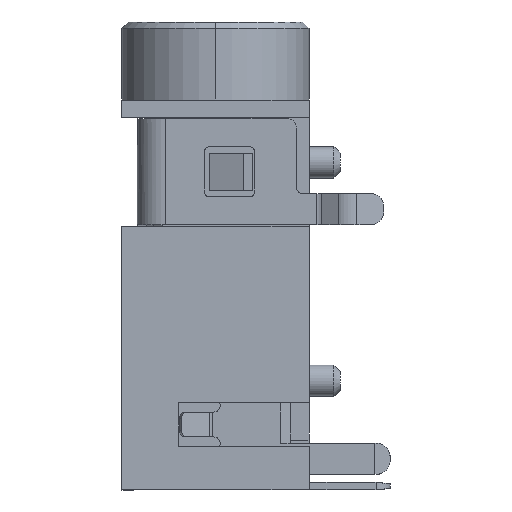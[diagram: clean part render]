
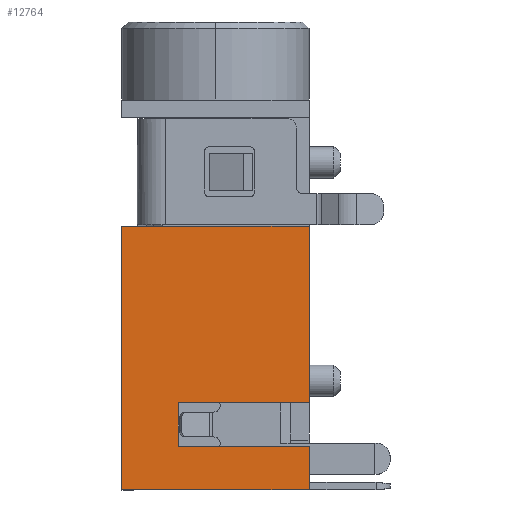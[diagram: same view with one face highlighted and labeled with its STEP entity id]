
A CAD part, left-side view. The second image highlights one B-rep face of the part: STEP entity #12764.
In plain terms, the highlighted planar face has unit normal (-1, 0, 0).
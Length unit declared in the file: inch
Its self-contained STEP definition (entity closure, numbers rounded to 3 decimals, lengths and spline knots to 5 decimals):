
#953 = CARTESIAN_POINT ( 'NONE',  ( -0.1378, -0.11811, -0.38189 ) ) ;
#1868 = LINE ( 'NONE', #12475, #17440 ) ;
#2130 = VECTOR ( 'NONE', #6107, 39.37008 ) ;
#2162 = ORIENTED_EDGE ( 'NONE', *, *, #2638, .T. ) ;
#2638 = EDGE_CURVE ( 'NONE', #9784, #6028, #5903, .T. ) ;
#3189 = CARTESIAN_POINT ( 'NONE',  ( -0.1378, -0.11811, -0.43701 ) ) ;
#3350 = LINE ( 'NONE', #18945, #14395 ) ;
#3633 = AXIS2_PLACEMENT_3D ( 'NONE', #4578, #17018, #4484 ) ;
#3721 = LINE ( 'NONE', #3918, #7155 ) ;
#3837 = LINE ( 'NONE', #10065, #9884 ) ;
#3844 = ORIENTED_EDGE ( 'NONE', *, *, #7203, .T. ) ;
#3918 = CARTESIAN_POINT ( 'NONE',  ( -0.1378, 0.11811, -0.49213 ) ) ;
#4228 = CARTESIAN_POINT ( 'NONE',  ( -0.1378, 0.04724, -0.38189 ) ) ;
#4283 = PLANE ( 'NONE',  #3633 ) ;
#4484 = DIRECTION ( 'NONE',  ( 0., 0., 1. ) ) ;
#4556 = VERTEX_POINT ( 'NONE', #4228 ) ;
#4578 = CARTESIAN_POINT ( 'NONE',  ( -0.1378, 0.11811, 0. ) ) ;
#5177 = CARTESIAN_POINT ( 'NONE',  ( -0.1378, 0.11811, -0.49213 ) ) ;
#5457 = EDGE_CURVE ( 'NONE', #4556, #8239, #1868, .T. ) ;
#5903 = LINE ( 'NONE', #16992, #17352 ) ;
#6028 = VERTEX_POINT ( 'NONE', #19282 ) ;
#6107 = DIRECTION ( 'NONE',  ( 0., 1., 0. ) ) ;
#6904 = CARTESIAN_POINT ( 'NONE',  ( -0.1378, -0.11811, -0.15945 ) ) ;
#6911 = ORIENTED_EDGE ( 'NONE', *, *, #12885, .F. ) ;
#7155 = VECTOR ( 'NONE', #14643, 39.37008 ) ;
#7203 = EDGE_CURVE ( 'NONE', #19860, #18715, #12233, .T. ) ;
#8239 = VERTEX_POINT ( 'NONE', #953 ) ;
#8483 = ORIENTED_EDGE ( 'NONE', *, *, #14585, .T. ) ;
#8693 = CARTESIAN_POINT ( 'NONE',  ( -0.1378, -0.11811, 0. ) ) ;
#9204 = ORIENTED_EDGE ( 'NONE', *, *, #5457, .T. ) ;
#9243 = DIRECTION ( 'NONE',  ( 0., 1., 0. ) ) ;
#9784 = VERTEX_POINT ( 'NONE', #6904 ) ;
#9884 = VECTOR ( 'NONE', #16281, 39.37008 ) ;
#10056 = VECTOR ( 'NONE', #12955, 39.37008 ) ;
#10065 = CARTESIAN_POINT ( 'NONE',  ( -0.1378, 0.11811, 0. ) ) ;
#10502 = EDGE_CURVE ( 'NONE', #18715, #4556, #16008, .T. ) ;
#10736 = EDGE_LOOP ( 'NONE', ( #3844, #18612, #9204, #6911, #2162, #8483, #19551, #12504 ) ) ;
#11060 = EDGE_CURVE ( 'NONE', #15887, #13504, #3721, .T. ) ;
#11864 = EDGE_CURVE ( 'NONE', #13504, #19860, #18623, .T. ) ;
#12233 = LINE ( 'NONE', #16709, #2130 ) ;
#12475 = CARTESIAN_POINT ( 'NONE',  ( -0.1378, 0.11811, -0.38189 ) ) ;
#12504 = ORIENTED_EDGE ( 'NONE', *, *, #11864, .T. ) ;
#12764 = ADVANCED_FACE ( 'NONE', ( #18549 ), #4283, .T. ) ;
#12885 = EDGE_CURVE ( 'NONE', #9784, #8239, #3350, .T. ) ;
#12955 = DIRECTION ( 'NONE',  ( 0., 0., 1. ) ) ;
#13504 = VERTEX_POINT ( 'NONE', #19534 ) ;
#13951 = DIRECTION ( 'NONE',  ( 0., 0., -1. ) ) ;
#14395 = VECTOR ( 'NONE', #13951, 39.37008 ) ;
#14467 = CARTESIAN_POINT ( 'NONE',  ( -0.1378, 0.04724, -0.43701 ) ) ;
#14585 = EDGE_CURVE ( 'NONE', #6028, #15887, #3837, .T. ) ;
#14643 = DIRECTION ( 'NONE',  ( 0., -1., 0. ) ) ;
#14795 = DIRECTION ( 'NONE',  ( 0., 0., 1. ) ) ;
#15887 = VERTEX_POINT ( 'NONE', #5177 ) ;
#16008 = LINE ( 'NONE', #19378, #10056 ) ;
#16281 = DIRECTION ( 'NONE',  ( 0., 0., -1. ) ) ;
#16709 = CARTESIAN_POINT ( 'NONE',  ( -0.1378, 0.11811, -0.43701 ) ) ;
#16992 = CARTESIAN_POINT ( 'NONE',  ( -0.1378, 0.11811, -0.15945 ) ) ;
#17018 = DIRECTION ( 'NONE',  ( -1., 0., 0. ) ) ;
#17352 = VECTOR ( 'NONE', #9243, 39.37008 ) ;
#17440 = VECTOR ( 'NONE', #20140, 39.37008 ) ;
#17619 = VECTOR ( 'NONE', #14795, 39.37008 ) ;
#18549 = FACE_OUTER_BOUND ( 'NONE', #10736, .T. ) ;
#18612 = ORIENTED_EDGE ( 'NONE', *, *, #10502, .T. ) ;
#18623 = LINE ( 'NONE', #8693, #17619 ) ;
#18715 = VERTEX_POINT ( 'NONE', #14467 ) ;
#18945 = CARTESIAN_POINT ( 'NONE',  ( -0.1378, -0.11811, 0. ) ) ;
#19282 = CARTESIAN_POINT ( 'NONE',  ( -0.1378, 0.11811, -0.15945 ) ) ;
#19378 = CARTESIAN_POINT ( 'NONE',  ( -0.1378, 0.04724, 0. ) ) ;
#19534 = CARTESIAN_POINT ( 'NONE',  ( -0.1378, -0.11811, -0.49213 ) ) ;
#19551 = ORIENTED_EDGE ( 'NONE', *, *, #11060, .T. ) ;
#19860 = VERTEX_POINT ( 'NONE', #3189 ) ;
#20140 = DIRECTION ( 'NONE',  ( 0., -1., 0. ) ) ;
